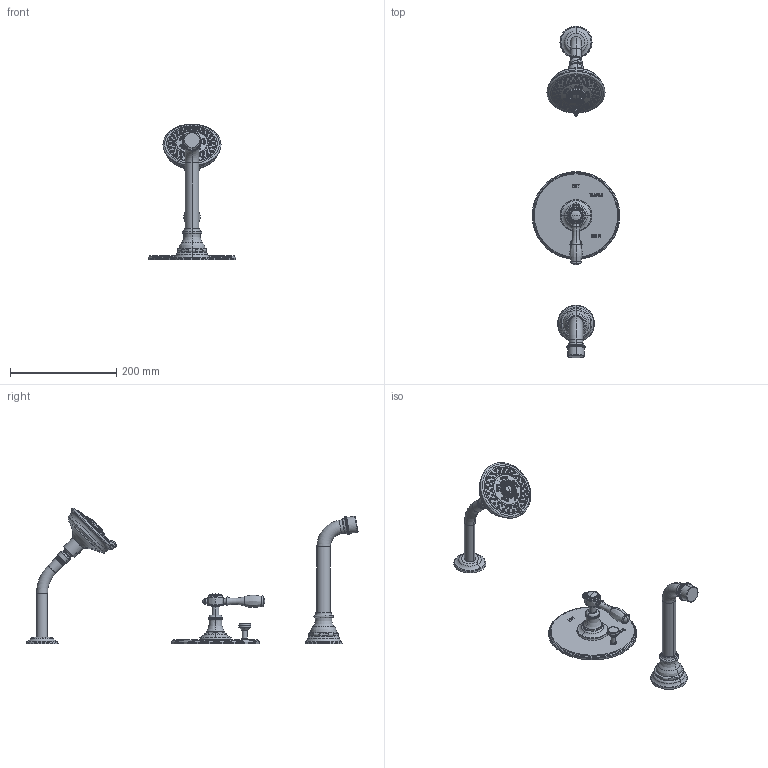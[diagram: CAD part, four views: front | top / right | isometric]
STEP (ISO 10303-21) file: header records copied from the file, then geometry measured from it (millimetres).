
FILE_DESCRIPTION((''),'2;1');
FILE_NAME('3-1772BP','2021-05-27T16:26:27',('jinson.thomas'),(''),'CREO PARAMETRIC BY PTC INC, 2018400','CREO PARAMETRIC BY PTC INC, 2018400','');
FILE_SCHEMA(('CONFIG_CONTROL_DESIGN'));
Length unit declared in the file: inch
Products named in the file (1): 3-1772BP
Bounding box: 165.1 x 623.83 x 255.25 mm (x, y, z)
Volume: 802887.3 mm3; surface area: 142543.1 mm2
Topology: 3 solids, 3 shells, 1784 faces, 3743 edges, 2303 vertices
Faces by surface type: plane 732, torus 413, cone 307, cylinder 215, bspline 103, sphere 12, revolution 2
Entity records: 70369 total; most frequent: CARTESIAN_POINT 33326, ORIENTED_EDGE 7470, DIRECTION 7469, EDGE_CURVE 3735, AXIS2_PLACEMENT_3D 2988, VERTEX_POINT 2303, EDGE_LOOP 2146, FACE_OUTER_BOUND 1784
